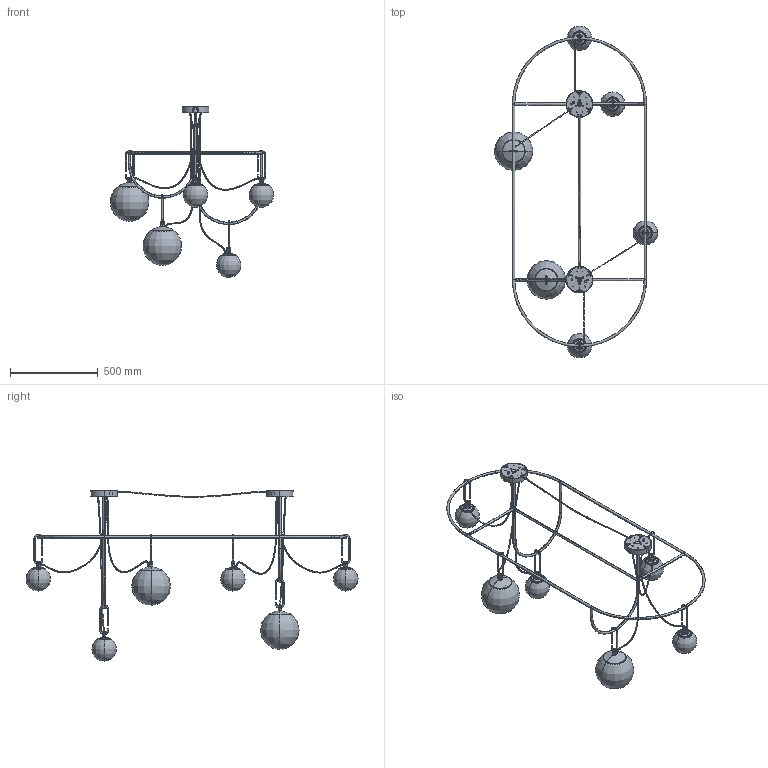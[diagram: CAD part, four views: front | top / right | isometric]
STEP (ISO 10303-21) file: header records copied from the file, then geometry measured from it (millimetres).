
FILE_DESCRIPTION(/* description */ (''),/* implementation_level */ '2;1');
FILE_NAME(/* name */ '1279010A-Correct',/* time_stamp */ '2020-04-15T12:36:47+02:00',/* author */ (''),/* organization */ (''),/* preprocessor_version */ 'ST-DEVELOPER v15',/* originating_system */ '',/* authorisation */ '');
FILE_SCHEMA (('AUTOMOTIVE_DESIGN'));
Products named in the file (2): Document; Blocco 01
Assembly tree (1 placements, depth 2):
  Document
    Blocco 01
Bounding box: 930.24 x 1890 x 972.14 mm (x, y, z)
Volume: 3727117.5 mm3; surface area: 2143651.8 mm2
Topology: 48 solids, 48 shells, 1893 faces, 5264 edges, 3397 vertices
Faces by surface type: bspline 1347, plane 546
Entity records: 103541 total; most frequent: CARTESIAN_POINT 73095, ORIENTED_EDGE 10374, EDGE_CURVE 5187, VERTEX_POINT 3396, B_SPLINE_CURVE_WITH_KNOTS 3033, EDGE_LOOP 2105, ADVANCED_FACE 1893, FACE_OUTER_BOUND 1893
